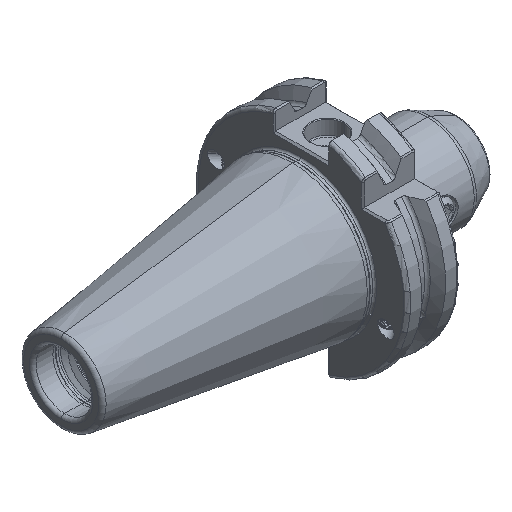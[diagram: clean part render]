
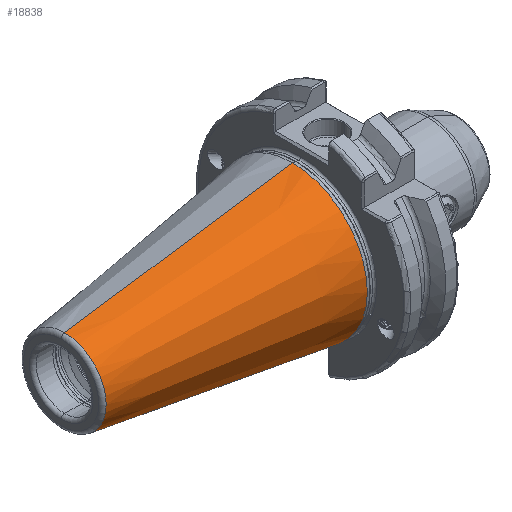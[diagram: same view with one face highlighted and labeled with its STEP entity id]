
A CAD part, isometric view. The second image highlights one B-rep face of the part: STEP entity #18838.
In plain terms, the highlighted conical face has half-angle 8.297 degrees and reference radius 22.692 mm.
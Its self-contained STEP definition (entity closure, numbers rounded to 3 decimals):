
#425 = CIRCLE ( 'NONE', #9200, 12.4 ) ;
#520 = CIRCLE ( 'NONE', #9210, 22.327 ) ;
#614 = FACE_OUTER_BOUND ( 'NONE', #6163, .T. ) ;
#638 = CONICAL_SURFACE ( 'NONE', #9062, 22.692, 0.145 ) ;
#721 = LINE ( 'NONE', #19892, #745 ) ;
#737 = LINE ( 'NONE', #19931, #738 ) ;
#738 = VECTOR ( 'NONE', #19953, 1000. ) ;
#745 = VECTOR ( 'NONE', #19895, 1000. ) ;
#5711 = ORIENTED_EDGE ( 'NONE', *, *, #18632, .T. ) ;
#5732 = ORIENTED_EDGE ( 'NONE', *, *, #18673, .F. ) ;
#5815 = ORIENTED_EDGE ( 'NONE', *, *, #18324, .T. ) ;
#5822 = ORIENTED_EDGE ( 'NONE', *, *, #18338, .F. ) ;
#6163 = EDGE_LOOP ( 'NONE', ( #5822, #5711, #5815, #5732 ) ) ;
#8489 = CARTESIAN_POINT ( 'NONE',  ( -70.573, 0., -12.4 ) ) ;
#8576 = CARTESIAN_POINT ( 'NONE',  ( -2.5, 0., 22.327 ) ) ;
#9062 = AXIS2_PLACEMENT_3D ( 'NONE', #25610, #25608, #25618 ) ;
#9200 = AXIS2_PLACEMENT_3D ( 'NONE', #17015, #17054, #17033 ) ;
#9210 = AXIS2_PLACEMENT_3D ( 'NONE', #23417, #23447, #23442 ) ;
#10113 = CARTESIAN_POINT ( 'NONE',  ( -2.5, 0., -22.327 ) ) ;
#10295 = CARTESIAN_POINT ( 'NONE',  ( -70.573, 0., 12.4 ) ) ;
#17015 = CARTESIAN_POINT ( 'NONE',  ( -70.573, 0., 0. ) ) ;
#17033 = DIRECTION ( 'NONE',  ( 0., 0., 1. ) ) ;
#17054 = DIRECTION ( 'NONE',  ( 1., 0., 0. ) ) ;
#18324 = EDGE_CURVE ( 'NONE', #18942, #18895, #721, .T. ) ;
#18338 = EDGE_CURVE ( 'NONE', #18915, #18968, #737, .T. ) ;
#18632 = EDGE_CURVE ( 'NONE', #18915, #18942, #425, .T. ) ;
#18673 = EDGE_CURVE ( 'NONE', #18968, #18895, #520, .T. ) ;
#18838 = ADVANCED_FACE ( 'NONE', ( #614 ), #638, .T. ) ;
#18895 = VERTEX_POINT ( 'NONE', #10113 ) ;
#18915 = VERTEX_POINT ( 'NONE', #10295 ) ;
#18942 = VERTEX_POINT ( 'NONE', #8489 ) ;
#18968 = VERTEX_POINT ( 'NONE', #8576 ) ;
#19892 = CARTESIAN_POINT ( 'NONE',  ( 0., 0., -22.692 ) ) ;
#19895 = DIRECTION ( 'NONE',  ( 0.99, 0., -0.144 ) ) ;
#19931 = CARTESIAN_POINT ( 'NONE',  ( 0., 0., 22.692 ) ) ;
#19953 = DIRECTION ( 'NONE',  ( 0.99, 0., 0.144 ) ) ;
#23417 = CARTESIAN_POINT ( 'NONE',  ( -2.5, 0., 0. ) ) ;
#23442 = DIRECTION ( 'NONE',  ( 0., 0., -1. ) ) ;
#23447 = DIRECTION ( 'NONE',  ( 1., 0., 0. ) ) ;
#25608 = DIRECTION ( 'NONE',  ( 1., 0., 0. ) ) ;
#25610 = CARTESIAN_POINT ( 'NONE',  ( 0., 0., 0. ) ) ;
#25618 = DIRECTION ( 'NONE',  ( 0., 0., -1. ) ) ;
